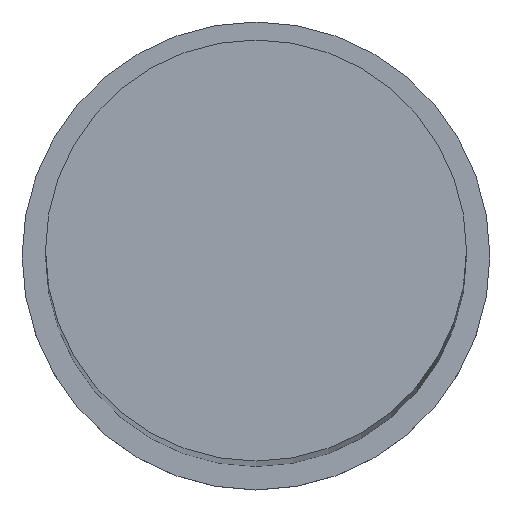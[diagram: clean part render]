
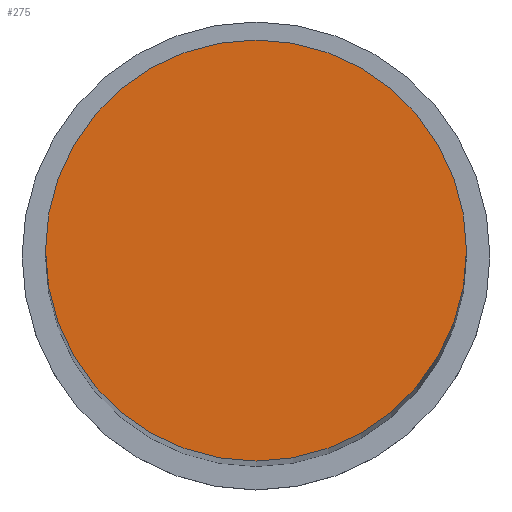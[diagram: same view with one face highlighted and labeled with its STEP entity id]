
A CAD part, top view. The second image highlights one B-rep face of the part: STEP entity #275.
In plain terms, the highlighted planar face has unit normal (0, 0, 1).
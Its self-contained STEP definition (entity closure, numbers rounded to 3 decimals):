
#27 = DIRECTION ( 'NONE',  ( 0., 0., 1. ) ) ;
#36 = FACE_OUTER_BOUND ( 'NONE', #439, .T. ) ;
#58 = AXIS2_PLACEMENT_3D ( 'NONE', #240, #157, #270 ) ;
#68 = CARTESIAN_POINT ( 'NONE',  ( 20., 0., 300. ) ) ;
#75 = ORIENTED_EDGE ( 'NONE', *, *, #329, .F. ) ;
#76 = DIRECTION ( 'NONE',  ( 0., 0., -1. ) ) ;
#112 = DIRECTION ( 'NONE',  ( 1., 0., 0. ) ) ;
#116 = PLANE ( 'NONE',  #413 ) ;
#157 = DIRECTION ( 'NONE',  ( 0., 0., -1. ) ) ;
#218 = CIRCLE ( 'NONE', #422, 20. ) ;
#223 = VERTEX_POINT ( 'NONE', #303 ) ;
#236 = CARTESIAN_POINT ( 'NONE',  ( 0., 20., 300. ) ) ;
#240 = CARTESIAN_POINT ( 'NONE',  ( 0., 0., 300. ) ) ;
#251 = EDGE_CURVE ( 'NONE', #223, #336, #263, .T. ) ;
#263 = CIRCLE ( 'NONE', #58, 20. ) ;
#269 = CARTESIAN_POINT ( 'NONE',  ( 0., 0., 300. ) ) ;
#270 = DIRECTION ( 'NONE',  ( -1., 0., 0. ) ) ;
#275 = ADVANCED_FACE ( 'NONE', ( #36 ), #116, .T. ) ;
#303 = CARTESIAN_POINT ( 'NONE',  ( -20., 0., 300. ) ) ;
#329 = EDGE_CURVE ( 'NONE', #336, #223, #218, .T. ) ;
#336 = VERTEX_POINT ( 'NONE', #68 ) ;
#411 = ORIENTED_EDGE ( 'NONE', *, *, #251, .F. ) ;
#413 = AXIS2_PLACEMENT_3D ( 'NONE', #236, #27, #112 ) ;
#422 = AXIS2_PLACEMENT_3D ( 'NONE', #269, #76, #424 ) ;
#424 = DIRECTION ( 'NONE',  ( -1., 0., 0. ) ) ;
#439 = EDGE_LOOP ( 'NONE', ( #411, #75 ) ) ;
